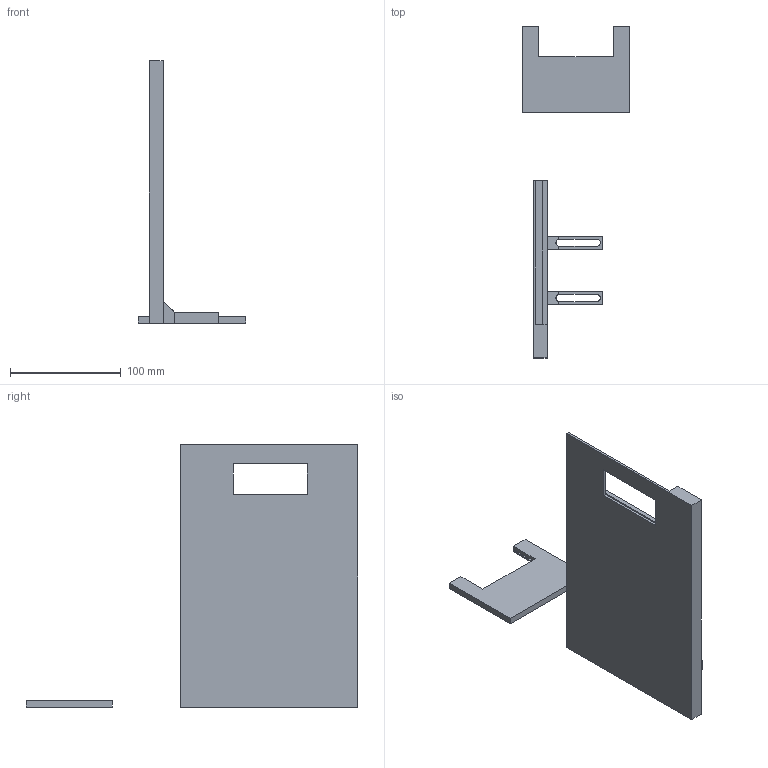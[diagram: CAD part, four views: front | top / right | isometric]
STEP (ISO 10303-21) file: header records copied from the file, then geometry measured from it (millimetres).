
FILE_DESCRIPTION(/* description */ (''),/* implementation_level */ '2;1');
FILE_NAME(/* name */ 'SampleHolder.step',/* time_stamp */ '2025-06-15T19:40:48+02:00',/* author */ (''),/* organization */ (''),/* preprocessor_version */ 'ST-DEVELOPER v20.1',/* originating_system */ 'Autodesk Translation Framework v14.10.0.0',/* authorisation */ '');
FILE_SCHEMA (('AUTOMOTIVE_DESIGN { 1 0 10303 214 3 1 1 }'));
Length unit declared in the file: millimetre
Products named in the file (1): Configuration 4
Bounding box: 97 x 300 x 237 mm (x, y, z)
Volume: 404453.1 mm3; surface area: 113593.9 mm2
Topology: 2 solids, 2 shells, 55 faces, 157 edges, 104 vertices
Faces by surface type: plane 51, cylinder 4
Entity records: 1819 total; most frequent: CARTESIAN_POINT 317, ORIENTED_EDGE 314, DIRECTION 281, EDGE_CURVE 157, LINE 145, VECTOR 145, VERTEX_POINT 104, AXIS2_PLACEMENT_3D 68
